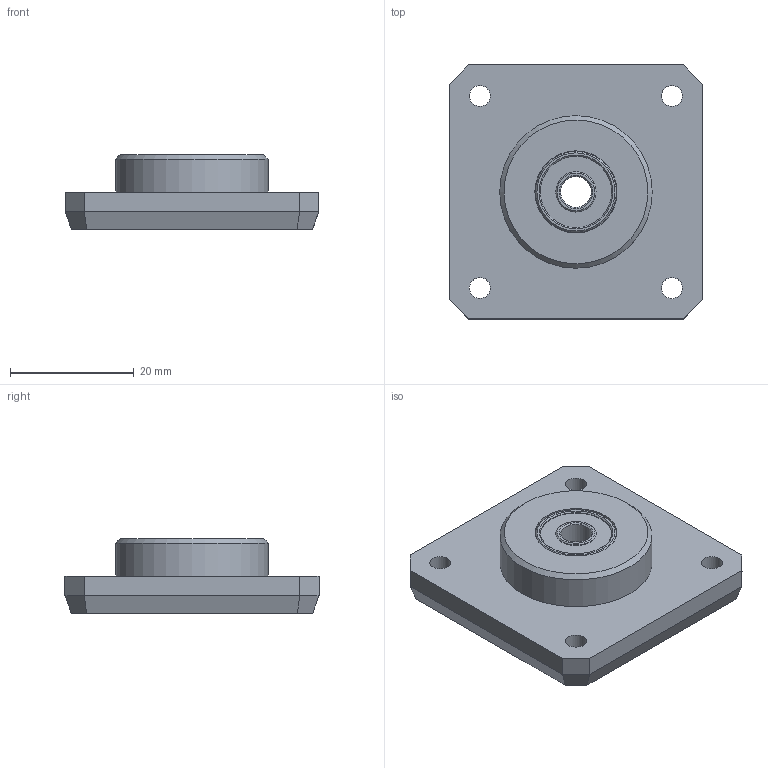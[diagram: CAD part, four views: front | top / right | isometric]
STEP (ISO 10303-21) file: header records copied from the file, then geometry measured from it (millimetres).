
FILE_DESCRIPTION(/* description */ (''),/* implementation_level */ '2;1');
FILE_NAME(/* name */ 'Bearing_Carriage_Circlip.step',/* time_stamp */ '2024-07-09T22:09:05-05:00',/* author */ (''),/* organization */ (''),/* preprocessor_version */ 'ST-DEVELOPER v20',/* originating_system */ 'Autodesk Translation Framework v13.14.0.145',/* authorisation */ '');
FILE_SCHEMA (('AUTOMOTIVE_DESIGN { 1 0 10303 214 3 1 1 }'));
Length unit declared in the file: millimetre
Products named in the file (4): Bearing_Carriage (2); Hardware (8); F695 ZZ (3); Circlip
Assembly tree (3 placements, depth 3):
  Bearing_Carriage (2)
    Hardware (8)
      F695 ZZ (3)
    Circlip
Bounding box: 40.99 x 41 x 12 mm (x, y, z)
Volume: 10780.7 mm3; surface area: 5993.3 mm2
Topology: 3 solids, 3 shells, 128 faces, 285 edges, 171 vertices
Faces by surface type: plane 64, cone 34, cylinder 26, bspline 4
Full cylindrical faces by diameter (mm): 1.8 x2, 3.4 x4, 5 x1, 6.5 x2, 11.5 x2, 13 x1, 13.25 x1, 15 x1, 15.2 x2, 16.4 x1, 24.6 x1
Entity records: 4012 total; most frequent: CARTESIAN_POINT 1001, DIRECTION 628, ORIENTED_EDGE 570, EDGE_CURVE 285, AXIS2_PLACEMENT_3D 224, LINE 180, VECTOR 180, VERTEX_POINT 171
